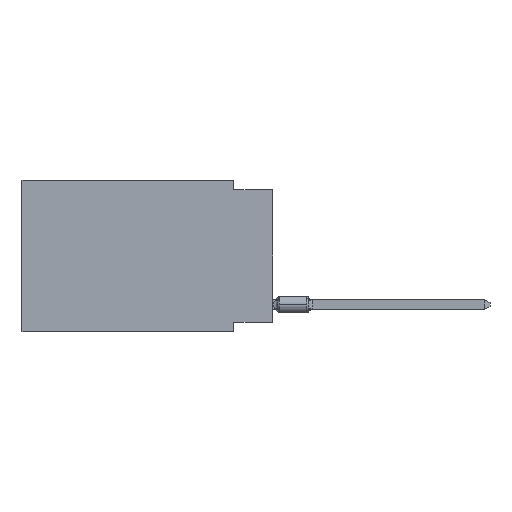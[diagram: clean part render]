
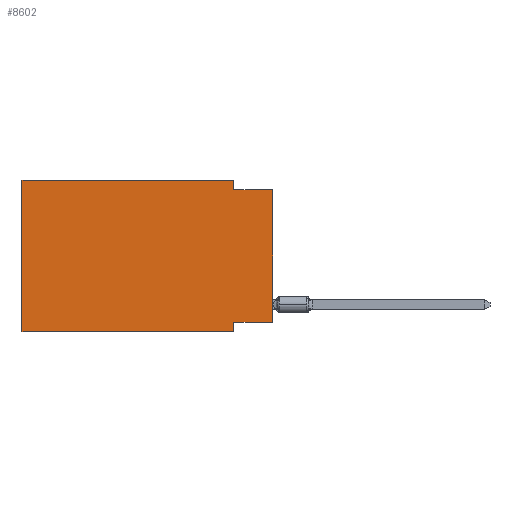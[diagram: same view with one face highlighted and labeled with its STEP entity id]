
A CAD part, left-side view. The second image highlights one B-rep face of the part: STEP entity #8602.
In plain terms, the highlighted planar face has unit normal (-1, 0, 0).
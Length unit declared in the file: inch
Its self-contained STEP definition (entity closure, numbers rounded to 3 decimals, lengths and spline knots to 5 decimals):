
#89 = CARTESIAN_POINT ( 'NONE',  ( 0., 0.1, -0.39 ) ) ;
#150 = LINE ( 'NONE', #10337, #13648 ) ;
#320 = LINE ( 'NONE', #11910, #9062 ) ;
#771 = ORIENTED_EDGE ( 'NONE', *, *, #8382, .T. ) ;
#1109 = VERTEX_POINT ( 'NONE', #19111 ) ;
#2024 = LINE ( 'NONE', #3723, #5729 ) ;
#2103 = DIRECTION ( 'NONE',  ( 0., 0., -1. ) ) ;
#2877 = CARTESIAN_POINT ( 'NONE',  ( 0., 0.1, 0. ) ) ;
#2994 = LINE ( 'NONE', #2877, #14522 ) ;
#3069 = ORIENTED_EDGE ( 'NONE', *, *, #3934, .F. ) ;
#3644 = VERTEX_POINT ( 'NONE', #4017 ) ;
#3702 = CARTESIAN_POINT ( 'NONE',  ( 0., 0.645, 0. ) ) ;
#3723 = CARTESIAN_POINT ( 'NONE',  ( 0., 0., -0.365 ) ) ;
#3934 = EDGE_CURVE ( 'NONE', #15063, #13583, #150, .T. ) ;
#4017 = CARTESIAN_POINT ( 'NONE',  ( 0., 0.645, 0. ) ) ;
#4584 = VERTEX_POINT ( 'NONE', #19908 ) ;
#5275 = DIRECTION ( 'NONE',  ( 0., 0., 1. ) ) ;
#5308 = EDGE_LOOP ( 'NONE', ( #771, #3069, #7355, #6320, #14404, #19953, #10308, #11290 ) ) ;
#5729 = VECTOR ( 'NONE', #10639, 39.37008 ) ;
#5738 = DIRECTION ( 'NONE',  ( 0., 0., -1. ) ) ;
#6265 = EDGE_CURVE ( 'NONE', #4584, #8439, #9130, .T. ) ;
#6320 = ORIENTED_EDGE ( 'NONE', *, *, #9418, .F. ) ;
#7153 = DIRECTION ( 'NONE',  ( 0., -1., 0. ) ) ;
#7205 = DIRECTION ( 'NONE',  ( 1., 0., 0. ) ) ;
#7334 = VECTOR ( 'NONE', #9016, 39.37008 ) ;
#7355 = ORIENTED_EDGE ( 'NONE', *, *, #20224, .F. ) ;
#8382 = EDGE_CURVE ( 'NONE', #8923, #13583, #10173, .T. ) ;
#8439 = VERTEX_POINT ( 'NONE', #89 ) ;
#8602 = ADVANCED_FACE ( 'NONE', ( #19216 ), #15941, .F. ) ;
#8923 = VERTEX_POINT ( 'NONE', #10036 ) ;
#9016 = DIRECTION ( 'NONE',  ( 0., -1., 0. ) ) ;
#9062 = VECTOR ( 'NONE', #14124, 39.37008 ) ;
#9130 = LINE ( 'NONE', #17629, #20985 ) ;
#9196 = CARTESIAN_POINT ( 'NONE',  ( 0., 0.645, 0. ) ) ;
#9418 = EDGE_CURVE ( 'NONE', #3644, #1109, #19503, .T. ) ;
#10036 = CARTESIAN_POINT ( 'NONE',  ( 0., 0., -0.365 ) ) ;
#10173 = LINE ( 'NONE', #13796, #12339 ) ;
#10308 = ORIENTED_EDGE ( 'NONE', *, *, #6265, .F. ) ;
#10337 = CARTESIAN_POINT ( 'NONE',  ( 0., 0., -0.025 ) ) ;
#10639 = DIRECTION ( 'NONE',  ( 0., 1., 0. ) ) ;
#10677 = DIRECTION ( 'NONE',  ( 0., -1., 0. ) ) ;
#10947 = LINE ( 'NONE', #14110, #7334 ) ;
#11290 = ORIENTED_EDGE ( 'NONE', *, *, #16371, .F. ) ;
#11910 = CARTESIAN_POINT ( 'NONE',  ( 0., 0.645, 0. ) ) ;
#12339 = VECTOR ( 'NONE', #5275, 39.37008 ) ;
#12586 = EDGE_CURVE ( 'NONE', #20261, #8439, #10947, .T. ) ;
#12917 = CARTESIAN_POINT ( 'NONE',  ( 0., 0., -0.025 ) ) ;
#13583 = VERTEX_POINT ( 'NONE', #12917 ) ;
#13648 = VECTOR ( 'NONE', #7153, 39.37008 ) ;
#13796 = CARTESIAN_POINT ( 'NONE',  ( 0., 0., 0. ) ) ;
#14110 = CARTESIAN_POINT ( 'NONE',  ( 0., 0.645, -0.39 ) ) ;
#14124 = DIRECTION ( 'NONE',  ( 0., 0., 1. ) ) ;
#14404 = ORIENTED_EDGE ( 'NONE', *, *, #20793, .F. ) ;
#14522 = VECTOR ( 'NONE', #19991, 39.37008 ) ;
#15063 = VERTEX_POINT ( 'NONE', #22094 ) ;
#15941 = PLANE ( 'NONE',  #19942 ) ;
#16000 = VECTOR ( 'NONE', #10677, 39.37008 ) ;
#16371 = EDGE_CURVE ( 'NONE', #8923, #4584, #2024, .T. ) ;
#17629 = CARTESIAN_POINT ( 'NONE',  ( 0., 0.1, -0.39 ) ) ;
#18388 = CARTESIAN_POINT ( 'NONE',  ( 0., 0.645, -0.39 ) ) ;
#19111 = CARTESIAN_POINT ( 'NONE',  ( 0., 0.1, 0. ) ) ;
#19216 = FACE_OUTER_BOUND ( 'NONE', #5308, .T. ) ;
#19503 = LINE ( 'NONE', #9196, #16000 ) ;
#19908 = CARTESIAN_POINT ( 'NONE',  ( 0., 0.1, -0.365 ) ) ;
#19942 = AXIS2_PLACEMENT_3D ( 'NONE', #3702, #7205, #5738 ) ;
#19953 = ORIENTED_EDGE ( 'NONE', *, *, #12586, .T. ) ;
#19991 = DIRECTION ( 'NONE',  ( 0., 0., -1. ) ) ;
#20224 = EDGE_CURVE ( 'NONE', #1109, #15063, #2994, .T. ) ;
#20261 = VERTEX_POINT ( 'NONE', #18388 ) ;
#20793 = EDGE_CURVE ( 'NONE', #20261, #3644, #320, .T. ) ;
#20985 = VECTOR ( 'NONE', #2103, 39.37008 ) ;
#22094 = CARTESIAN_POINT ( 'NONE',  ( 0., 0.1, -0.025 ) ) ;
